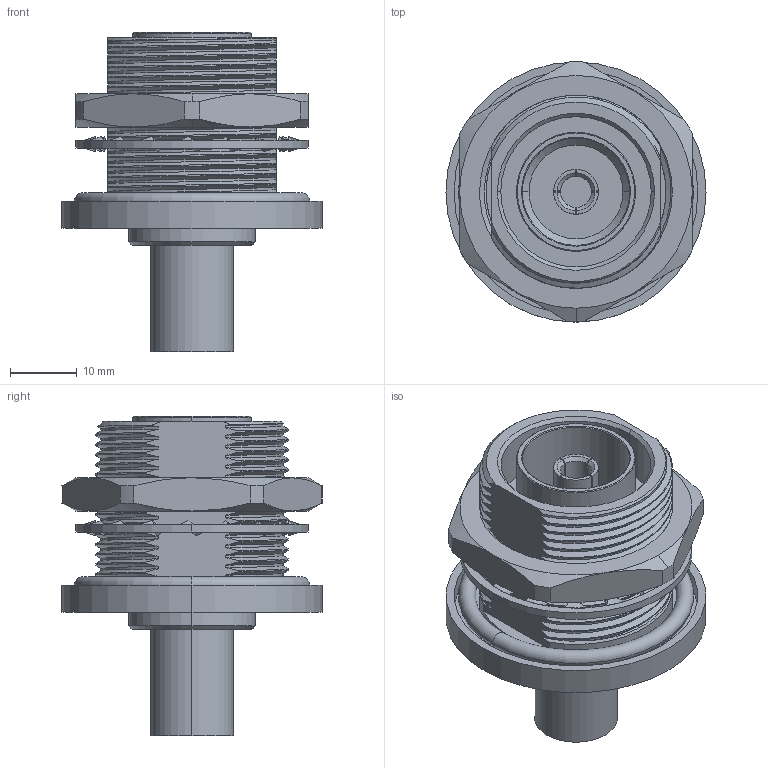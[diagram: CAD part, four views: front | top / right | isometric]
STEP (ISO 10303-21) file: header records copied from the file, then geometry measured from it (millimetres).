
FILE_DESCRIPTION (( 'STEP AP203' ), '1' );
FILE_NAME ('PE44550.step', '2018-05-10T20:58:36', ( '' ), ( '' ), 'SwSTEP 2.0', 'SolidWorks 2017', '' );
FILE_SCHEMA (( 'CONFIG_CONTROL_DESIGN' ));
Products named in the file (1): PE44550
Bounding box: 39.12 x 39.12 x 48 mm (x, y, z)
Volume: 19503.3 mm3; surface area: 14263.7 mm2
Topology: 5 solids, 5 shells, 362 faces, 1000 edges, 655 vertices
Faces by surface type: bspline 166, cylinder 90, plane 63, cone 39, torus 4
Entity records: 69090 total; most frequent: CARTESIAN_POINT 61435, ORIENTED_EDGE 2000, DIRECTION 1040, EDGE_CURVE 1000, VERTEX_POINT 655, EDGE_LOOP 377, AXIS2_PLACEMENT_3D 369, ADVANCED_FACE 362
